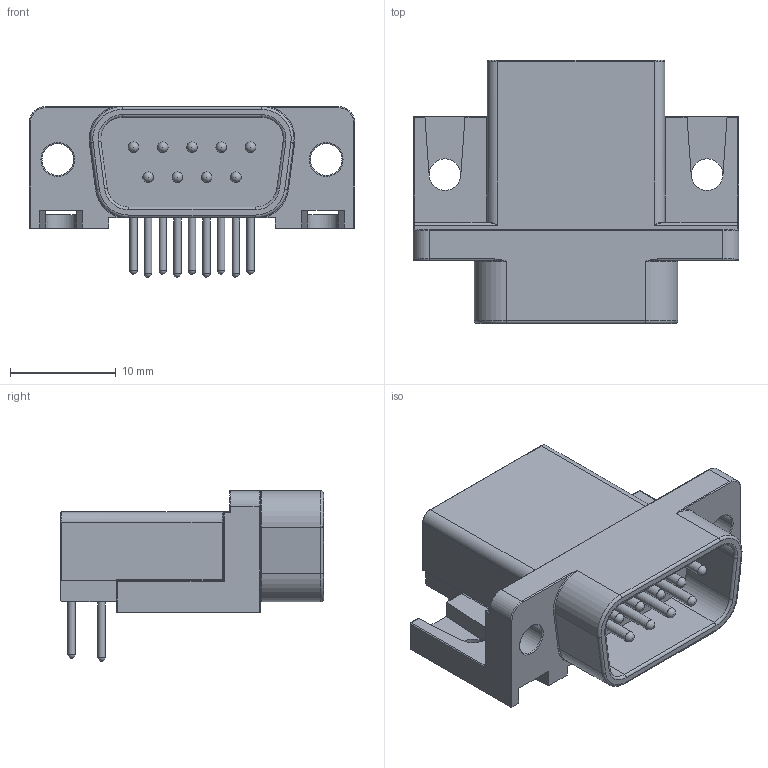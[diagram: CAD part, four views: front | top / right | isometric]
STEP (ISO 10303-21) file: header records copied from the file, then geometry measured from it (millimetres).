
FILE_DESCRIPTION(/* description */ (''),/* implementation_level */ '2;1');
FILE_NAME(/* name */ 'DSUB9M Joystick port C64 v5.step',/* time_stamp */ '2021-03-06T11:21:12+01:00',/* author */ (''),/* organization */ (''),/* preprocessor_version */ 'ST-DEVELOPER v18.1',/* originating_system */ 'Autodesk Translation Framework v9.7.1.1290',/* authorisation */ '');
FILE_SCHEMA (('AUTOMOTIVE_DESIGN { 1 0 10303 214 3 1 1 }'));
Length unit declared in the file: millimetre
Products named in the file (1): DSUB9M Joystick port C64
Bounding box: 30.8 x 24.9 x 16.14 mm (x, y, z)
Volume: 3660.6 mm3; surface area: 4330.6 mm2
Topology: 19 solids, 19 shells, 538 faces, 1334 edges, 814 vertices
Faces by surface type: cylinder 234, plane 181, torus 59, bspline 42, sphere 22
Full cylindrical faces by diameter (mm): 0.7 x36, 1 x9, 3 x2
Entity records: 16247 total; most frequent: CARTESIAN_POINT 3207, DIRECTION 2909, ORIENTED_EDGE 2616, EDGE_CURVE 1308, AXIS2_PLACEMENT_3D 1118, VERTEX_POINT 814, LINE 673, VECTOR 673
